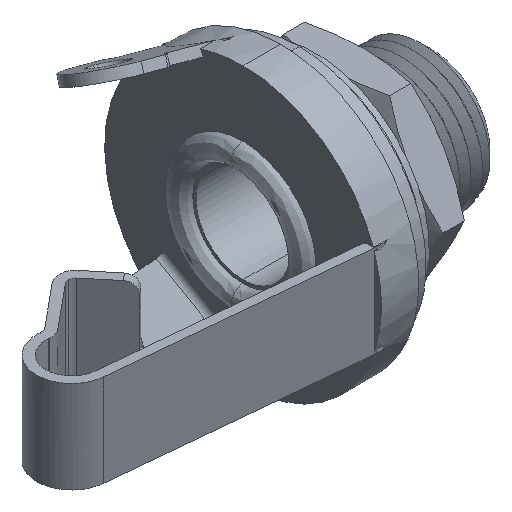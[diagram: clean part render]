
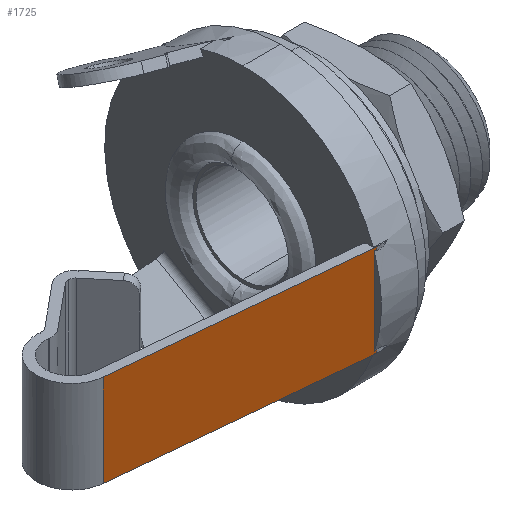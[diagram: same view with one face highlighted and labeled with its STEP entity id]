
A CAD part, isometric view. The second image highlights one B-rep face of the part: STEP entity #1725.
In plain terms, the highlighted planar face has unit normal (-0.096, -0.995, 0).
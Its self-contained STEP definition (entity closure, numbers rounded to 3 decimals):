
#72 = DIRECTION ( 'NONE',  ( -0.096, -0.995, 0. ) ) ;
#291 = ORIENTED_EDGE ( 'NONE', *, *, #1410, .T. ) ;
#372 = ORIENTED_EDGE ( 'NONE', *, *, #2744, .F. ) ;
#653 = PLANE ( 'NONE',  #7391 ) ;
#722 = VECTOR ( 'NONE', #4741, 1000. ) ;
#780 = LINE ( 'NONE', #3890, #2880 ) ;
#882 = CARTESIAN_POINT ( 'NONE',  ( -5.826, -9.052, 3.175 ) ) ;
#973 = CARTESIAN_POINT ( 'NONE',  ( -5.826, -9.052, 3.175 ) ) ;
#1046 = VERTEX_POINT ( 'NONE', #7649 ) ;
#1186 = CARTESIAN_POINT ( 'NONE',  ( -5.876, -9.047, 2.979 ) ) ;
#1256 = EDGE_CURVE ( 'NONE', #7333, #3379, #6045, .T. ) ;
#1410 = EDGE_CURVE ( 'NONE', #6895, #7333, #4989, .T. ) ;
#1725 = ADVANCED_FACE ( 'NONE', ( #3687 ), #653, .T. ) ;
#1750 = B_SPLINE_CURVE_WITH_KNOTS ( 'NONE', 3,
 ( #3288, #5122, #6280, #7000 ),
 .UNSPECIFIED., .F., .F.,
 ( 4, 4 ),
 ( 0., 1. ),
 .UNSPECIFIED. ) ;
#1804 = ORIENTED_EDGE ( 'NONE', *, *, #1256, .T. ) ;
#1815 = ORIENTED_EDGE ( 'NONE', *, *, #3657, .T. ) ;
#2314 = DIRECTION ( 'NONE',  ( 0.995, -0.096, 0. ) ) ;
#2337 = CARTESIAN_POINT ( 'NONE',  ( -5.977, -9.037, 3.009 ) ) ;
#2403 = EDGE_CURVE ( 'NONE', #3442, #6895, #2924, .T. ) ;
#2413 = LINE ( 'NONE', #3545, #3671 ) ;
#2636 = LINE ( 'NONE', #6968, #6615 ) ;
#2642 = EDGE_CURVE ( 'NONE', #1046, #5771, #1750, .T. ) ;
#2744 = EDGE_CURVE ( 'NONE', #4453, #5771, #780, .T. ) ;
#2757 = EDGE_CURVE ( 'NONE', #3442, #3051, #2636, .T. ) ;
#2867 = CARTESIAN_POINT ( 'NONE',  ( -5.826, -9.052, 2.965 ) ) ;
#2880 = VECTOR ( 'NONE', #3202, 1000. ) ;
#2924 = LINE ( 'NONE', #973, #722 ) ;
#3051 = VERTEX_POINT ( 'NONE', #2867 ) ;
#3202 = DIRECTION ( 'NONE',  ( 0., 0., -1. ) ) ;
#3288 = CARTESIAN_POINT ( 'NONE',  ( -5.826, -9.052, -2.965 ) ) ;
#3379 = VERTEX_POINT ( 'NONE', #7646 ) ;
#3385 = VECTOR ( 'NONE', #6966, 1000. ) ;
#3442 = VERTEX_POINT ( 'NONE', #882 ) ;
#3468 = CARTESIAN_POINT ( 'NONE',  ( -5.826, -9.052, 2.965 ) ) ;
#3485 = ORIENTED_EDGE ( 'NONE', *, *, #2403, .T. ) ;
#3545 = CARTESIAN_POINT ( 'NONE',  ( -5.826, -9.052, -3.302 ) ) ;
#3580 = DIRECTION ( 'NONE',  ( 0.995, -0.096, 0. ) ) ;
#3657 = EDGE_CURVE ( 'NONE', #3379, #1046, #2413, .T. ) ;
#3671 = VECTOR ( 'NONE', #6765, 1000. ) ;
#3687 = FACE_OUTER_BOUND ( 'NONE', #6677, .T. ) ;
#3887 = CARTESIAN_POINT ( 'NONE',  ( -22.982, -7.4, -3.302 ) ) ;
#3890 = CARTESIAN_POINT ( 'NONE',  ( -5.977, -9.037, -13.533 ) ) ;
#4094 = CARTESIAN_POINT ( 'NONE',  ( -22.982, -7.4, -3.175 ) ) ;
#4453 = VERTEX_POINT ( 'NONE', #6643 ) ;
#4741 = DIRECTION ( 'NONE',  ( -0.995, 0.096, 0. ) ) ;
#4804 = VECTOR ( 'NONE', #3580, 1000. ) ;
#4989 = LINE ( 'NONE', #3887, #3385 ) ;
#5073 = ORIENTED_EDGE ( 'NONE', *, *, #2642, .T. ) ;
#5122 = CARTESIAN_POINT ( 'NONE',  ( -5.876, -9.047, -2.979 ) ) ;
#5171 = B_SPLINE_CURVE_WITH_KNOTS ( 'NONE', 3,
 ( #2337, #6696, #1186, #3468 ),
 .UNSPECIFIED., .F., .F.,
 ( 4, 4 ),
 ( 0., 1. ),
 .UNSPECIFIED. ) ;
#5192 = ORIENTED_EDGE ( 'NONE', *, *, #2757, .F. ) ;
#5543 = CARTESIAN_POINT ( 'NONE',  ( -23.325, -7.367, -3.302 ) ) ;
#5771 = VERTEX_POINT ( 'NONE', #5952 ) ;
#5914 = DIRECTION ( 'NONE',  ( 0., 0., -1. ) ) ;
#5952 = CARTESIAN_POINT ( 'NONE',  ( -5.977, -9.037, -3.009 ) ) ;
#6045 = LINE ( 'NONE', #7291, #4804 ) ;
#6097 = ORIENTED_EDGE ( 'NONE', *, *, #6454, .T. ) ;
#6280 = CARTESIAN_POINT ( 'NONE',  ( -5.926, -9.042, -2.994 ) ) ;
#6454 = EDGE_CURVE ( 'NONE', #4453, #3051, #5171, .T. ) ;
#6615 = VECTOR ( 'NONE', #5914, 1000. ) ;
#6643 = CARTESIAN_POINT ( 'NONE',  ( -5.977, -9.037, 3.009 ) ) ;
#6677 = EDGE_LOOP ( 'NONE', ( #1804, #1815, #5073, #372, #6097, #5192, #3485, #291 ) ) ;
#6696 = CARTESIAN_POINT ( 'NONE',  ( -5.926, -9.042, 2.994 ) ) ;
#6765 = DIRECTION ( 'NONE',  ( 0., 0., 1. ) ) ;
#6895 = VERTEX_POINT ( 'NONE', #7592 ) ;
#6966 = DIRECTION ( 'NONE',  ( 0., 0., -1. ) ) ;
#6968 = CARTESIAN_POINT ( 'NONE',  ( -5.826, -9.052, 3.302 ) ) ;
#7000 = CARTESIAN_POINT ( 'NONE',  ( -5.977, -9.037, -3.009 ) ) ;
#7291 = CARTESIAN_POINT ( 'NONE',  ( -22.982, -7.4, -3.175 ) ) ;
#7333 = VERTEX_POINT ( 'NONE', #4094 ) ;
#7391 = AXIS2_PLACEMENT_3D ( 'NONE', #5543, #72, #2314 ) ;
#7592 = CARTESIAN_POINT ( 'NONE',  ( -22.982, -7.4, 3.175 ) ) ;
#7646 = CARTESIAN_POINT ( 'NONE',  ( -5.826, -9.052, -3.175 ) ) ;
#7649 = CARTESIAN_POINT ( 'NONE',  ( -5.826, -9.052, -2.965 ) ) ;
